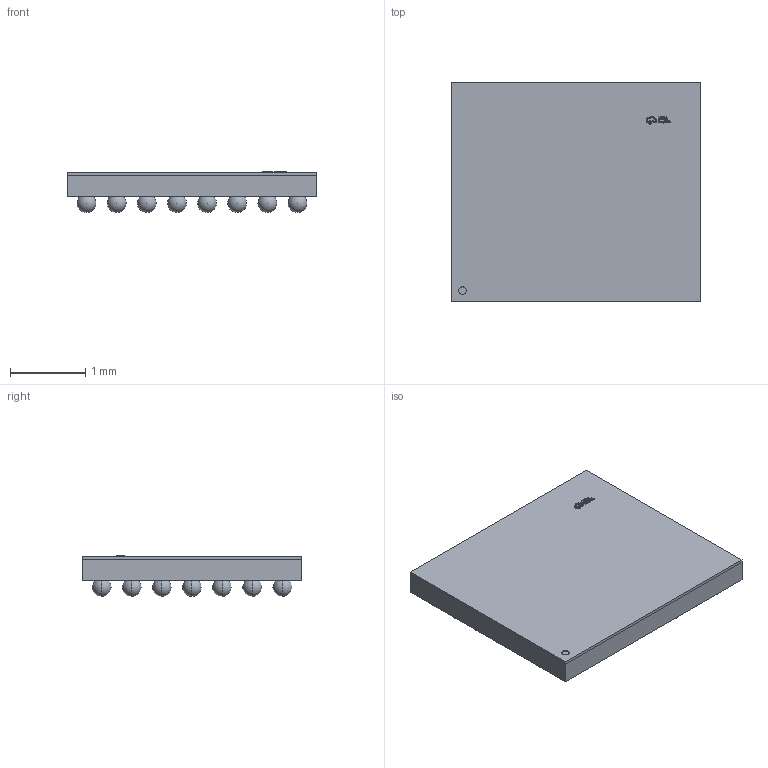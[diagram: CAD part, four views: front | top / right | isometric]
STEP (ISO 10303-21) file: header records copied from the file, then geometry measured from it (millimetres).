
FILE_DESCRIPTION (( 'STEP AP214' ), '1' );
FILE_NAME ('DSBGA-56_L3.4-W3.0-H0.5-R8-C7-P0.40-BL.step', '2022-06-22T14:32:30', ( '' ), ( '' ), 'SwSTEP 2.0', 'SolidWorks 2020', '' );
FILE_SCHEMA (( 'AUTOMOTIVE_DESIGN' ));
Length unit declared in the file: millimetre
Products named in the file (1): DSBGA-56_L3.4-W3.0-H0.5-R8-C7-P0.40-BL
Bounding box: 3.31 x 2.92 x 0.55 mm (x, y, z)
Volume: 3.6 mm3; surface area: 50.5 mm2
Topology: 2 solids, 2 shells, 410 faces, 1305 edges, 870 vertices
Faces by surface type: plane 184, sphere 112, bspline 112, cylinder 2
Entity records: 17503 total; most frequent: CARTESIAN_POINT 4242, ORIENTED_EDGE 2050, DIRECTION 1623, EDGE_CURVE 1025, VERTEX_POINT 702, LINE 569, VECTOR 569, AXIS2_PLACEMENT_3D 527
